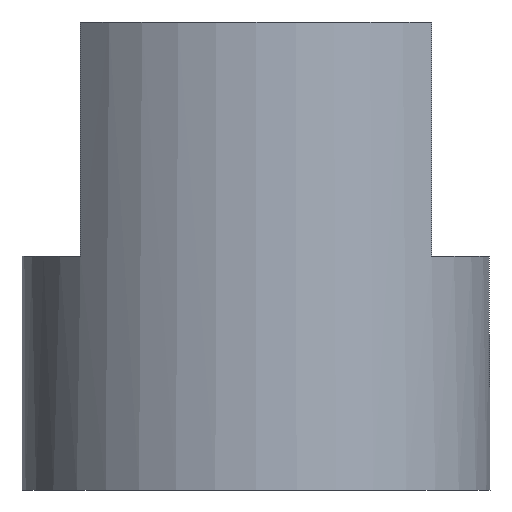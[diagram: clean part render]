
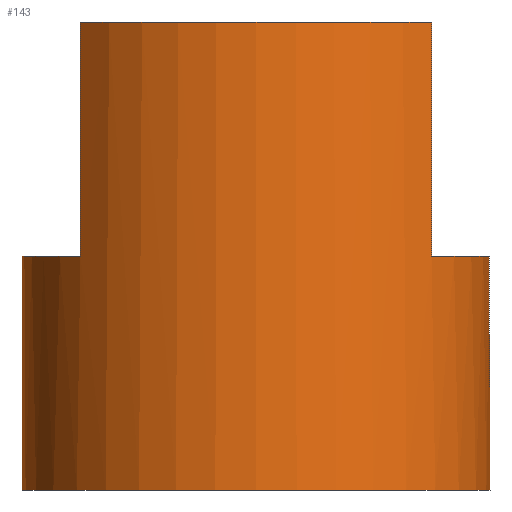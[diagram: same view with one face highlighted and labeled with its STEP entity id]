
A CAD part, front view. The second image highlights one B-rep face of the part: STEP entity #143.
In plain terms, the highlighted cylindrical face has radius 6 mm (diameter 12 mm), a full revolution.
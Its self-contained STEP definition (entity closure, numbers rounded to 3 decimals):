
#16=CYLINDRICAL_SURFACE('',#172,6.);
#19=CIRCLE('',#161,6.);
#20=CIRCLE('',#164,6.);
#21=CIRCLE('',#165,6.);
#22=CIRCLE('',#167,6.);
#23=CIRCLE('',#168,6.);
#26=CIRCLE('',#173,6.);
#33=FACE_OUTER_BOUND('',#42,.T.);
#42=EDGE_LOOP('',(#117,#118,#119,#120,#121,#122,#123,#124,#125,#126,#127,
#128));
#46=LINE('',#225,#56);
#48=LINE('',#228,#58);
#50=LINE('',#236,#60);
#52=LINE('',#239,#62);
#54=LINE('',#255,#64);
#56=VECTOR('',#180,10.);
#58=VECTOR('',#182,10.);
#60=VECTOR('',#190,10.);
#62=VECTOR('',#192,10.);
#64=VECTOR('',#214,6.);
#65=VERTEX_POINT('',#221);
#66=VERTEX_POINT('',#222);
#67=VERTEX_POINT('',#224);
#68=VERTEX_POINT('',#226);
#69=VERTEX_POINT('',#232);
#70=VERTEX_POINT('',#233);
#71=VERTEX_POINT('',#235);
#72=VERTEX_POINT('',#237);
#73=VERTEX_POINT('',#241);
#76=VERTEX_POINT('',#254);
#78=EDGE_CURVE('',#67,#65,#46,.T.);
#80=EDGE_CURVE('',#66,#68,#48,.T.);
#81=EDGE_CURVE('',#68,#67,#19,.T.);
#83=EDGE_CURVE('',#71,#69,#50,.T.);
#85=EDGE_CURVE('',#70,#72,#52,.T.);
#86=EDGE_CURVE('',#73,#71,#20,.T.);
#87=EDGE_CURVE('',#72,#73,#21,.T.);
#88=EDGE_CURVE('',#66,#69,#22,.T.);
#89=EDGE_CURVE('',#70,#65,#23,.T.);
#93=EDGE_CURVE('',#73,#76,#54,.T.);
#94=EDGE_CURVE('',#76,#76,#26,.T.);
#117=ORIENTED_EDGE('',*,*,#78,.T.);
#118=ORIENTED_EDGE('',*,*,#89,.F.);
#119=ORIENTED_EDGE('',*,*,#85,.T.);
#120=ORIENTED_EDGE('',*,*,#87,.T.);
#121=ORIENTED_EDGE('',*,*,#93,.T.);
#122=ORIENTED_EDGE('',*,*,#94,.T.);
#123=ORIENTED_EDGE('',*,*,#93,.F.);
#124=ORIENTED_EDGE('',*,*,#86,.T.);
#125=ORIENTED_EDGE('',*,*,#83,.T.);
#126=ORIENTED_EDGE('',*,*,#88,.F.);
#127=ORIENTED_EDGE('',*,*,#80,.T.);
#128=ORIENTED_EDGE('',*,*,#81,.T.);
#143=ADVANCED_FACE('',(#33),#16,.T.);
#161=AXIS2_PLACEMENT_3D('',#230,#185,#186);
#164=AXIS2_PLACEMENT_3D('',#242,#195,#196);
#165=AXIS2_PLACEMENT_3D('',#243,#197,#198);
#167=AXIS2_PLACEMENT_3D('',#245,#201,#202);
#168=AXIS2_PLACEMENT_3D('',#246,#203,#204);
#172=AXIS2_PLACEMENT_3D('',#253,#212,#213);
#173=AXIS2_PLACEMENT_3D('',#256,#215,#216);
#180=DIRECTION('',(0.,0.,1.));
#182=DIRECTION('',(0.,0.,-1.));
#185=DIRECTION('center_axis',(0.,0.,-1.));
#186=DIRECTION('ref_axis',(1.,0.,0.));
#190=DIRECTION('',(0.,0.,1.));
#192=DIRECTION('',(0.,0.,-1.));
#195=DIRECTION('center_axis',(0.,0.,-1.));
#196=DIRECTION('ref_axis',(1.,0.,0.));
#197=DIRECTION('center_axis',(0.,0.,-1.));
#198=DIRECTION('ref_axis',(1.,0.,0.));
#201=DIRECTION('center_axis',(0.,0.,1.));
#202=DIRECTION('ref_axis',(1.,0.,0.));
#203=DIRECTION('center_axis',(0.,0.,1.));
#204=DIRECTION('ref_axis',(1.,0.,0.));
#212=DIRECTION('center_axis',(0.,0.,1.));
#213=DIRECTION('ref_axis',(1.,0.,0.));
#214=DIRECTION('',(0.,0.,-1.));
#215=DIRECTION('center_axis',(0.,0.,1.));
#216=DIRECTION('ref_axis',(1.,0.,0.));
#221=CARTESIAN_POINT('',(4.5,-3.969,12.));
#222=CARTESIAN_POINT('',(4.5,3.969,12.));
#224=CARTESIAN_POINT('',(4.5,-3.969,6.));
#225=CARTESIAN_POINT('',(4.5,-3.969,0.));
#226=CARTESIAN_POINT('',(4.5,3.969,6.));
#228=CARTESIAN_POINT('',(4.5,3.969,0.));
#230=CARTESIAN_POINT('Origin',(0.,0.,6.));
#232=CARTESIAN_POINT('',(-4.5,3.969,12.));
#233=CARTESIAN_POINT('',(-4.5,-3.969,12.));
#235=CARTESIAN_POINT('',(-4.5,3.969,6.));
#236=CARTESIAN_POINT('',(-4.5,3.969,0.));
#237=CARTESIAN_POINT('',(-4.5,-3.969,6.));
#239=CARTESIAN_POINT('',(-4.5,-3.969,0.));
#241=CARTESIAN_POINT('',(-6.,0.,6.));
#242=CARTESIAN_POINT('Origin',(0.,0.,6.));
#243=CARTESIAN_POINT('Origin',(0.,0.,6.));
#245=CARTESIAN_POINT('Origin',(0.,0.,12.));
#246=CARTESIAN_POINT('Origin',(0.,0.,12.));
#253=CARTESIAN_POINT('Origin',(0.,0.,0.));
#254=CARTESIAN_POINT('',(-6.,0.,0.));
#255=CARTESIAN_POINT('',(-6.,0.,0.));
#256=CARTESIAN_POINT('Origin',(0.,0.,0.));
